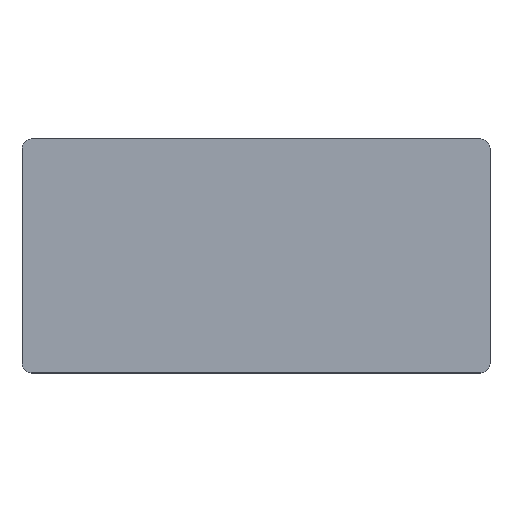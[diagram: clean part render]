
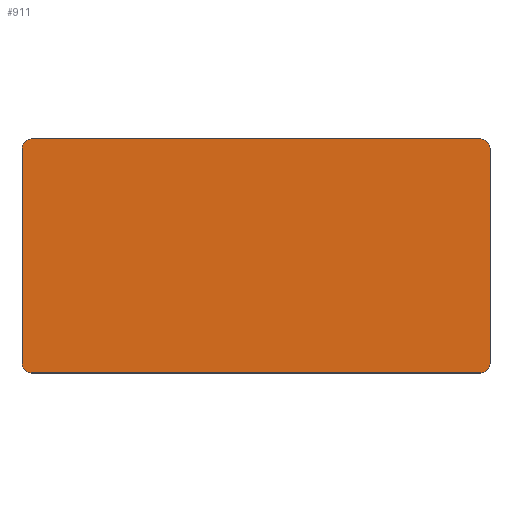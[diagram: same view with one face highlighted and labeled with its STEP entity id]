
A CAD part, top view. The second image highlights one B-rep face of the part: STEP entity #911.
In plain terms, the highlighted planar face has unit normal (0, 0, 1).
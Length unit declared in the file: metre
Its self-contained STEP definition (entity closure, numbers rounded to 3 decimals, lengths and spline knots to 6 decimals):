
#32=CIRCLE('',#976,0.004);
#33=CIRCLE('',#979,0.004);
#34=CIRCLE('',#982,0.004);
#35=CIRCLE('',#985,0.004);
#108=ORIENTED_EDGE('',*,*,#343,.F.);
#109=ORIENTED_EDGE('',*,*,#346,.T.);
#110=ORIENTED_EDGE('',*,*,#348,.F.);
#111=ORIENTED_EDGE('',*,*,#350,.T.);
#112=ORIENTED_EDGE('',*,*,#352,.T.);
#113=ORIENTED_EDGE('',*,*,#354,.T.);
#114=ORIENTED_EDGE('',*,*,#356,.T.);
#115=ORIENTED_EDGE('',*,*,#357,.T.);
#343=EDGE_CURVE('',#474,#475,#557,.T.);
#346=EDGE_CURVE('',#474,#476,#32,.T.);
#348=EDGE_CURVE('',#477,#476,#561,.T.);
#350=EDGE_CURVE('',#477,#478,#33,.T.);
#352=EDGE_CURVE('',#478,#479,#564,.T.);
#354=EDGE_CURVE('',#479,#480,#34,.T.);
#356=EDGE_CURVE('',#480,#481,#567,.T.);
#357=EDGE_CURVE('',#481,#475,#35,.T.);
#474=VERTEX_POINT('',#1353);
#475=VERTEX_POINT('',#1355);
#476=VERTEX_POINT('',#1359);
#477=VERTEX_POINT('',#1363);
#478=VERTEX_POINT('',#1367);
#479=VERTEX_POINT('',#1371);
#480=VERTEX_POINT('',#1375);
#481=VERTEX_POINT('',#1379);
#557=LINE('',#1354,#667);
#561=LINE('',#1364,#671);
#564=LINE('',#1372,#674);
#567=LINE('',#1380,#677);
#667=VECTOR('',#1082,1.);
#671=VECTOR('',#1092,1.);
#674=VECTOR('',#1101,1.);
#677=VECTOR('',#1110,1.);
#770=EDGE_LOOP('',(#108,#109,#110,#111,#112,#113,#114,#115));
#822=FACE_BOUND('',#770,.T.);
#869=PLANE('',#986);
#911=ADVANCED_FACE('',(#822),#869,.T.);
#976=AXIS2_PLACEMENT_3D('',#1360,#1087,#1088);
#979=AXIS2_PLACEMENT_3D('',#1368,#1096,#1097);
#982=AXIS2_PLACEMENT_3D('',#1376,#1105,#1106);
#985=AXIS2_PLACEMENT_3D('',#1382,#1113,#1114);
#986=AXIS2_PLACEMENT_3D('',#1383,#1115,#1116);
#1082=DIRECTION('',(-1.,0.,0.));
#1087=DIRECTION('',(0.,0.,1.));
#1088=DIRECTION('',(1.,0.,0.));
#1092=DIRECTION('',(0.,-1.,0.));
#1096=DIRECTION('',(0.,0.,1.));
#1097=DIRECTION('',(1.,0.,0.));
#1101=DIRECTION('',(-1.,0.,0.));
#1105=DIRECTION('',(0.,0.,1.));
#1106=DIRECTION('',(1.,0.,0.));
#1110=DIRECTION('',(0.,-1.,0.));
#1113=DIRECTION('',(0.,0.,1.));
#1114=DIRECTION('',(1.,0.,0.));
#1115=DIRECTION('',(0.,0.,1.));
#1116=DIRECTION('',(1.,0.,0.));
#1353=CARTESIAN_POINT('',(0.096,-0.05,0.0525));
#1354=CARTESIAN_POINT('',(0.,-0.05,0.0525));
#1355=CARTESIAN_POINT('',(-0.096,-0.05,0.0525));
#1359=CARTESIAN_POINT('',(0.1,-0.046,0.0525));
#1360=CARTESIAN_POINT('',(0.096,-0.046,0.0525));
#1363=CARTESIAN_POINT('',(0.1,0.046,0.0525));
#1364=CARTESIAN_POINT('',(0.1,0.,0.0525));
#1367=CARTESIAN_POINT('',(0.096,0.05,0.0525));
#1368=CARTESIAN_POINT('',(0.096,0.046,0.0525));
#1371=CARTESIAN_POINT('',(-0.096,0.05,0.0525));
#1372=CARTESIAN_POINT('',(0.,0.05,0.0525));
#1375=CARTESIAN_POINT('',(-0.1,0.046,0.0525));
#1376=CARTESIAN_POINT('',(-0.096,0.046,0.0525));
#1379=CARTESIAN_POINT('',(-0.1,-0.046,0.0525));
#1380=CARTESIAN_POINT('',(-0.1,0.,0.0525));
#1382=CARTESIAN_POINT('',(-0.096,-0.046,0.0525));
#1383=CARTESIAN_POINT('',(0.,0.,0.0525));
